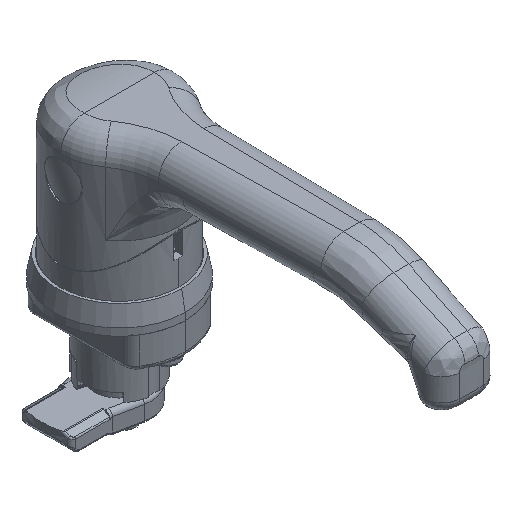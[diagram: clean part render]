
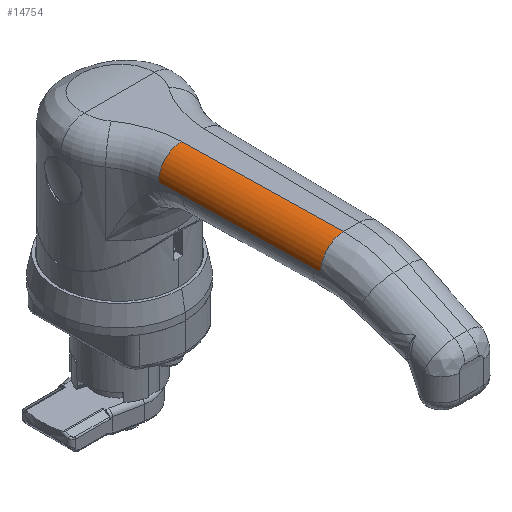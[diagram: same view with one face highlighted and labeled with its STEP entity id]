
A CAD part, isometric view. The second image highlights one B-rep face of the part: STEP entity #14754.
In plain terms, the highlighted cylindrical face has radius 10 mm (diameter 20 mm), a partial arc.
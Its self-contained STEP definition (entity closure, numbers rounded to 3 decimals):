
#280 = VERTEX_POINT ( 'NONE', #21305 ) ;
#1643 = DIRECTION ( 'NONE',  ( 0.019, 0., 1. ) ) ;
#1674 = CARTESIAN_POINT ( 'NONE',  ( 5.393, 10., 0.399 ) ) ;
#2870 = DIRECTION ( 'NONE',  ( -1., 0., 0.019 ) ) ;
#5070 = ORIENTED_EDGE ( 'NONE', *, *, #21249, .F. ) ;
#5104 = VERTEX_POINT ( 'NONE', #5901 ) ;
#5434 = DIRECTION ( 'NONE',  ( -0.019, 0., -1. ) ) ;
#5901 = CARTESIAN_POINT ( 'NONE',  ( 14.78, 10., -31.36 ) ) ;
#6889 = AXIS2_PLACEMENT_3D ( 'NONE', #1674, #9856, #15020 ) ;
#7112 = DIRECTION ( 'NONE',  ( -1., 0., 0.019 ) ) ;
#7601 = LINE ( 'NONE', #11646, #19062 ) ;
#8469 = ORIENTED_EDGE ( 'NONE', *, *, #15331, .T. ) ;
#8811 = ORIENTED_EDGE ( 'NONE', *, *, #18984, .F. ) ;
#8952 = CARTESIAN_POINT ( 'NONE',  ( 13.467, 10., -99.109 ) ) ;
#9856 = DIRECTION ( 'NONE',  ( 0.019, 0., 1. ) ) ;
#10074 = CIRCLE ( 'NONE', #19696, 10. ) ;
#10897 = LINE ( 'NONE', #11875, #14270 ) ;
#11614 = VERTEX_POINT ( 'NONE', #20799 ) ;
#11646 = CARTESIAN_POINT ( 'NONE',  ( 14.78, 10., -31.36 ) ) ;
#11875 = CARTESIAN_POINT ( 'NONE',  ( 3.473, 20., -98.722 ) ) ;
#12852 = DIRECTION ( 'NONE',  ( -0.019, 0., -1. ) ) ;
#13550 = VERTEX_POINT ( 'NONE', #8952 ) ;
#14270 = VECTOR ( 'NONE', #15645, 1000. ) ;
#14516 = CARTESIAN_POINT ( 'NONE',  ( 3.469, 10., -98.915 ) ) ;
#14754 = ADVANCED_FACE ( 'NONE', ( #18857 ), #16529, .T. ) ;
#14946 = CIRCLE ( 'NONE', #20860, 10. ) ;
#15020 = DIRECTION ( 'NONE',  ( 1., 0., -0.019 ) ) ;
#15222 = CARTESIAN_POINT ( 'NONE',  ( 4.782, 10., -31.167 ) ) ;
#15331 = EDGE_CURVE ( 'NONE', #280, #5104, #14946, .T. ) ;
#15645 = DIRECTION ( 'NONE',  ( -0.019, 0., -1. ) ) ;
#15751 = EDGE_LOOP ( 'NONE', ( #8469, #16017, #5070, #8811 ) ) ;
#16017 = ORIENTED_EDGE ( 'NONE', *, *, #16870, .F. ) ;
#16529 = CYLINDRICAL_SURFACE ( 'NONE', #6889, 10. ) ;
#16870 = EDGE_CURVE ( 'NONE', #13550, #5104, #7601, .T. ) ;
#18857 = FACE_OUTER_BOUND ( 'NONE', #15751, .T. ) ;
#18984 = EDGE_CURVE ( 'NONE', #280, #11614, #10897, .T. ) ;
#19062 = VECTOR ( 'NONE', #1643, 1000. ) ;
#19696 = AXIS2_PLACEMENT_3D ( 'NONE', #14516, #12852, #2870 ) ;
#20799 = CARTESIAN_POINT ( 'NONE',  ( 3.469, 20., -98.915 ) ) ;
#20860 = AXIS2_PLACEMENT_3D ( 'NONE', #15222, #5434, #7112 ) ;
#21249 = EDGE_CURVE ( 'NONE', #11614, #13550, #10074, .T. ) ;
#21305 = CARTESIAN_POINT ( 'NONE',  ( 4.782, 20., -31.167 ) ) ;
